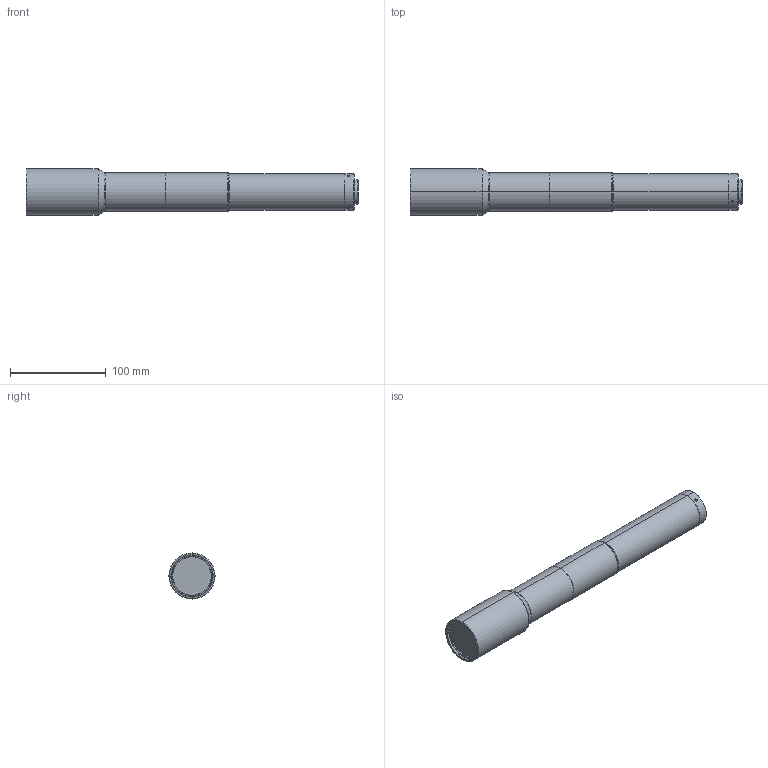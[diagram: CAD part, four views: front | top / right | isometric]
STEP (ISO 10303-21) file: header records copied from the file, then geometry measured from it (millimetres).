
FILE_DESCRIPTION (( 'STEP AP203' ), '1' );
FILE_NAME ('WWK40-178-111V3.STEP', '2022-10-25T07:55:09', ( '' ), ( '' ), 'SwSTEP 2.0', 'SolidWorks 2017', '' );
FILE_SCHEMA (( 'CONFIG_CONTROL_DESIGN' ));
Length unit declared in the file: millimetre
Products named in the file (1): WWK40-178-111V3
Bounding box: 346.23 x 48 x 48 mm (x, y, z)
Volume: 452549.2 mm3; surface area: 48501.8 mm2
Topology: 1 solids, 1 shells, 72 faces, 152 edges, 92 vertices
Faces by surface type: cylinder 29, cone 18, plane 17, torus 8
Entity records: 2217 total; most frequent: CARTESIAN_POINT 557, DIRECTION 362, ORIENTED_EDGE 304, AXIS2_PLACEMENT_3D 153, EDGE_CURVE 152, VERTEX_POINT 92, EDGE_LOOP 82, CIRCLE 80
